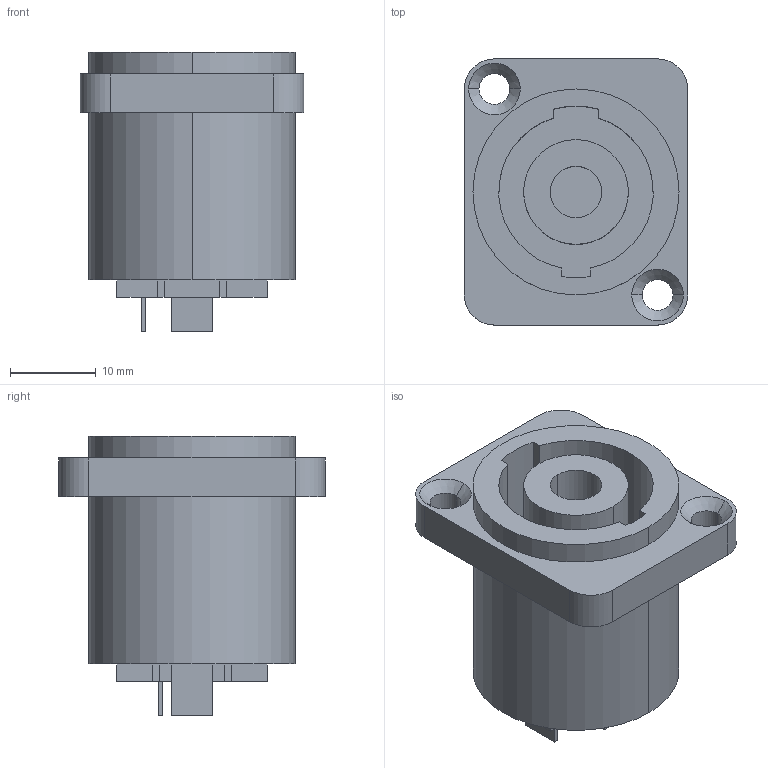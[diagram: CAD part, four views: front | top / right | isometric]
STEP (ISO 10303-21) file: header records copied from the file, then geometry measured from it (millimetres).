
FILE_DESCRIPTION((''),'2;1');
FILE_NAME('D-NL2MP','2010-10-05T',('odo'),(''),'PRO/ENGINEER BY PARAMETRIC TECHNOLOGY CORPORATION, 2009220','PRO/ENGINEER BY PARAMETRIC TECHNOLOGY CORPORATION, 2009220','');
FILE_SCHEMA(('AUTOMOTIVE_DESIGN_CC2 { 1 2 10303 214 -1 1 5 2 }'));
Length unit declared in the file: millimetre
Products named in the file (1): D-NL2MP
Bounding box: 26 x 31 x 32.5 mm (x, y, z)
Volume: 10057.4 mm3; surface area: 6512.6 mm2
Topology: 1 solids, 1 shells, 78 faces, 200 edges, 132 vertices
Faces by surface type: plane 54, cylinder 20, cone 4
Entity records: 2587 total; most frequent: CARTESIAN_POINT 410, DIRECTION 400, ORIENTED_EDGE 400, COLOUR_RGB 209, EDGE_CURVE 200, VECTOR 156, LINE 156, VERTEX_POINT 132
